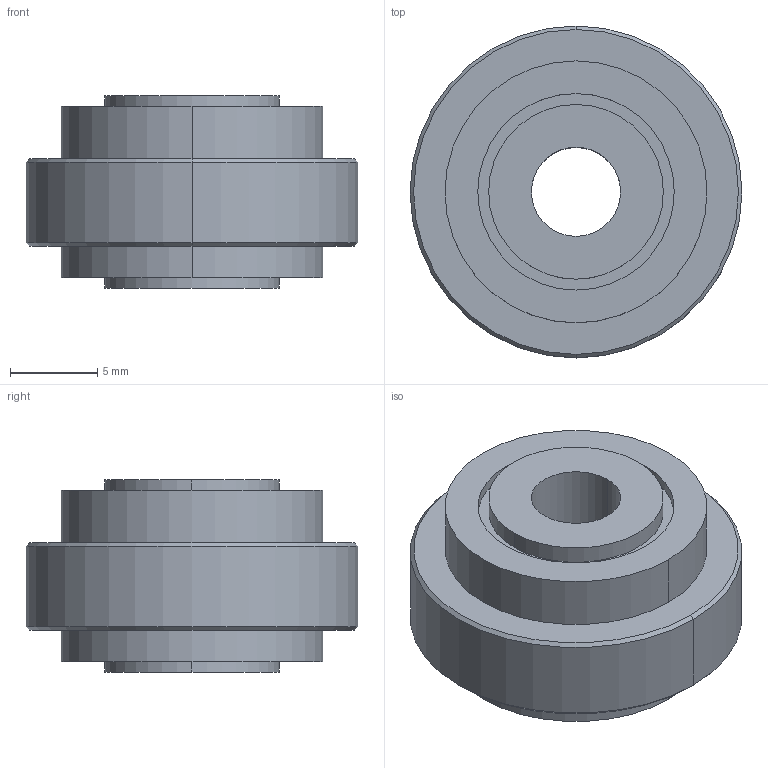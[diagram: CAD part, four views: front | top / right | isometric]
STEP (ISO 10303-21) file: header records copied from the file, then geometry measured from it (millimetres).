
FILE_DESCRIPTION (( 'STEP AP214' ), '1' );
FILE_NAME ('7225810', '2019-01-30T08:56:07', ( '' ), ('JUGARD+KÜNSTNER GmbH'), 'SwSTEP 2.0', 'SolidWorks 2017', '' );
FILE_SCHEMA (( 'AUTOMOTIVE_DESIGN' ));
Length unit declared in the file: millimetre
Products named in the file (4): Part1; 7225810; Part3; Part2
Assembly tree (3 placements, depth 2):
  7225810
    Part1
    Part3
    Part2
Bounding box: 19 x 19 x 11 mm (x, y, z)
Volume: 2076.7 mm3; surface area: 1887.4 mm2
Topology: 3 solids, 3 shells, 41 faces, 82 edges, 52 vertices
Faces by surface type: cylinder 22, plane 11, bspline 4, cone 4
Entity records: 1957 total; most frequent: CARTESIAN_POINT 461, DIRECTION 216, ORIENTED_EDGE 164, AXIS2_PLACEMENT_3D 95, EDGE_CURVE 82, VERTEX_POINT 52, EDGE_LOOP 52, CIRCLE 52
